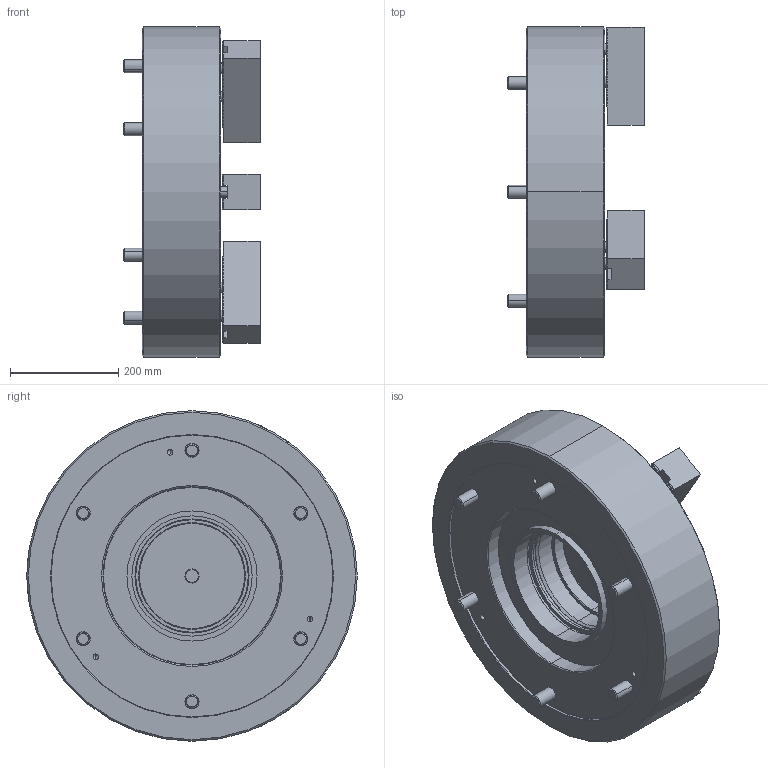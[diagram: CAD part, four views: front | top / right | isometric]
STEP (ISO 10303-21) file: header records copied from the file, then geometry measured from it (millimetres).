
FILE_DESCRIPTION (( 'STEP AP203' ), '1' );
FILE_NAME ('CF-3H-224.STEP', '2021-12-28T01:39:37', ( '' ), ( '' ), 'SwSTEP 2.0', 'SolidWorks 2016', '' );
FILE_SCHEMA (( 'CONFIG_CONTROL_DESIGN' ));
Length unit declared in the file: millimetre
Products named in the file (11): CF-3H-224-01000; CF-3H-224-02000; CF-3H-224-06000; CF-3H-224-07000; 3H-224-08000; SJ-21; 圓頭內六角螺栓_M20x55; 圓頭內六角螺栓_M24x150; 圓頭內六角螺栓_M6x16; 錐平頭六角孔螺栓_M4x10; CF-3H-224
Assembly tree (29 placements, depth 2):
  CF-3H-224
    CF-3H-224-01000
    CF-3H-224-02000
    CF-3H-224-06000
    CF-3H-224-07000
    3H-224-08000
    SJ-21  x3
    圓頭內六角螺栓_M20x55  x6
    圓頭內六角螺栓_M24x150  x6
    圓頭內六角螺栓_M6x16  x6
    錐平頭六角孔螺栓_M4x10  x3
Bounding box: 252 x 610 x 610 mm (x, y, z)
Volume: 37278896.8 mm3; surface area: 1860493 mm2
Topology: 29 solids, 29 shells, 2615 faces, 7196 edges, 4675 vertices
Faces by surface type: plane 1871, cylinder 532, cone 200, torus 12
Entity records: 31555 total; most frequent: CARTESIAN_POINT 5222, DIRECTION 5158, ORIENTED_EDGE 5120, EDGE_CURVE 2560, LINE 1942, VECTOR 1942, VERTEX_POINT 1672, AXIS2_PLACEMENT_3D 1608
